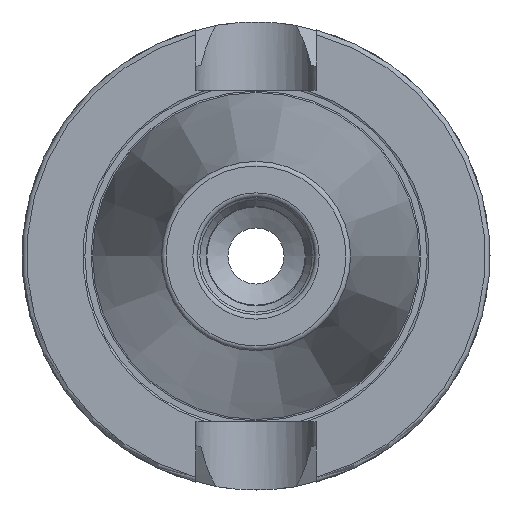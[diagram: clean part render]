
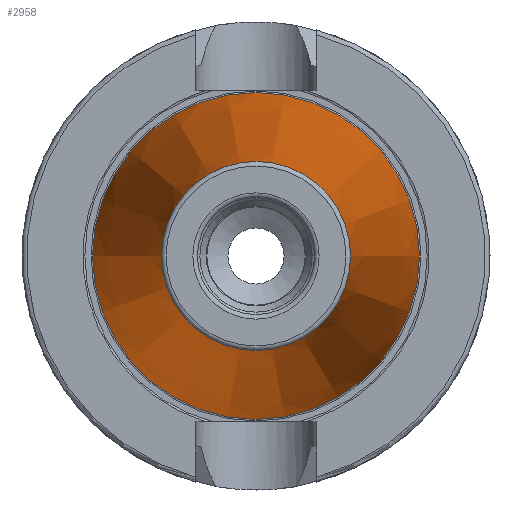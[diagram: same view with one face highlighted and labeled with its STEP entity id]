
A CAD part, left-side view. The second image highlights one B-rep face of the part: STEP entity #2958.
In plain terms, the highlighted conical face has half-angle 8.297 degrees and reference radius 27.564 mm.
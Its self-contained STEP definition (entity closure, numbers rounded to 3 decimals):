
#2924=CARTESIAN_POINT('',(-100.944,20.204,0.0));
#2925=VERTEX_POINT('',#2924);
#2926=CARTESIAN_POINT('',(-100.944,0.,0.0));
#2927=DIRECTION('',(1.0,0.0,0.0));
#2928=DIRECTION('',(0.0,1.0,0.0));
#2929=AXIS2_PLACEMENT_3D('',#2926,#2927,#2928);
#2930=CIRCLE('',#2929,20.204);
#2931=EDGE_CURVE('',#2925,#2925,#2930,.T.);
#2939=CARTESIAN_POINT('',(-50.472,0.,0.0));
#2940=DIRECTION('',(1.0,0.0,0.0));
#2941=DIRECTION('',(0.0,1.0,0.0));
#2942=AXIS2_PLACEMENT_3D('',#2939,#2940,#2941);
#2943=CONICAL_SURFACE('',#2942,27.564,8.297);
#2944=CARTESIAN_POINT('',(0.0,34.925,0.0));
#2945=VERTEX_POINT('',#2944);
#2946=CARTESIAN_POINT('',(0.0,0.,0.0));
#2947=DIRECTION('',(1.0,0.0,0.0));
#2948=DIRECTION('',(0.0,1.0,0.0));
#2949=AXIS2_PLACEMENT_3D('',#2946,#2947,#2948);
#2950=CIRCLE('',#2949,34.925);
#2951=EDGE_CURVE('',#2945,#2945,#2950,.T.);
#2952=ORIENTED_EDGE('',*,*,#2951,.F.);
#2953=EDGE_LOOP('',(#2952));
#2954=FACE_OUTER_BOUND('',#2953,.T.);
#2955=ORIENTED_EDGE('',*,*,#2931,.T.);
#2956=EDGE_LOOP('',(#2955));
#2957=FACE_BOUND('',#2956,.T.);
#2958=ADVANCED_FACE('',(#2954,#2957),#2943,.T.);
